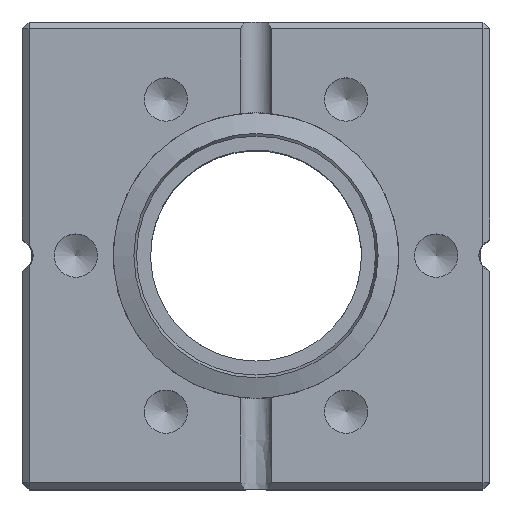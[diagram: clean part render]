
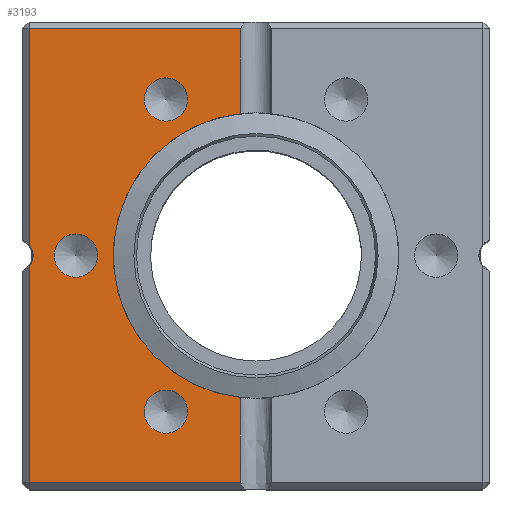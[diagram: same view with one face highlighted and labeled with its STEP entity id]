
A CAD part, top view. The second image highlights one B-rep face of the part: STEP entity #3193.
In plain terms, the highlighted planar face has unit normal (0, 0, 1).
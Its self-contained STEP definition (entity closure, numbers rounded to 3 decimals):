
#1050=CARTESIAN_POINT('',(-5.939,10.288,17.5));
#1051=VERTEX_POINT('',#1050);
#1052=CARTESIAN_POINT('',(-6.75,11.691,17.5));
#1053=DIRECTION('',(0.0,0.0,-1.));
#1054=DIRECTION('',(0.5,-0.866,0.0));
#1055=AXIS2_PLACEMENT_3D('',#1052,#1053,#1054);
#1056=CIRCLE('',#1055,1.621);
#1057=EDGE_CURVE('',#1051,#1051,#1056,.T.);
#1366=CARTESIAN_POINT('',(-5.94,-10.288,17.5));
#1367=VERTEX_POINT('',#1366);
#1368=CARTESIAN_POINT('',(-6.75,-11.691,17.5));
#1369=DIRECTION('',(0.0,0.0,-1.));
#1370=DIRECTION('',(0.5,0.866,0.0));
#1371=AXIS2_PLACEMENT_3D('',#1368,#1369,#1370);
#1372=CIRCLE('',#1371,1.621);
#1373=EDGE_CURVE('',#1367,#1367,#1372,.T.);
#1445=CARTESIAN_POINT('',(-11.879,0.0,17.5));
#1446=VERTEX_POINT('',#1445);
#1447=CARTESIAN_POINT('',(-13.5,0.0,17.5));
#1448=DIRECTION('',(0.0,0.0,-1.0));
#1449=DIRECTION('',(1.0,0.0,0.0));
#1450=AXIS2_PLACEMENT_3D('',#1447,#1448,#1449);
#1451=CIRCLE('',#1450,1.621);
#1452=EDGE_CURVE('',#1446,#1446,#1451,.T.);
#2936=CARTESIAN_POINT('',(-17.,0.812,17.5));
#2937=VERTEX_POINT('',#2936);
#3003=CARTESIAN_POINT('',(-17.,-0.812,17.5));
#3004=VERTEX_POINT('',#3003);
#3012=CARTESIAN_POINT('',(-17.95,0.0,17.5));
#3013=DIRECTION('',(0.0,0.0,-1.0));
#3014=DIRECTION('',(-0.36,-0.933,0.0));
#3015=AXIS2_PLACEMENT_3D('',#3012,#3013,#3014);
#3016=CIRCLE('',#3015,1.25);
#3017=EDGE_CURVE('',#2937,#3004,#3016,.T.);
#3121=CARTESIAN_POINT('',(0.,0.,17.5));
#3122=DIRECTION('',(0.0,0.0,1.0));
#3123=DIRECTION('',(1.0,0.0,0.0));
#3124=AXIS2_PLACEMENT_3D('',#3121,#3122,#3123);
#3125=PLANE('',#3124);
#3126=ORIENTED_EDGE('',*,*,#3017,.T.);
#3127=CARTESIAN_POINT('',(-17.,-17.0,17.5));
#3128=VERTEX_POINT('',#3127);
#3129=CARTESIAN_POINT('',(-17.,-17.0,17.5));
#3130=DIRECTION('',(0.0,1.0,0.0));
#3131=VECTOR('',#3130,16.188);
#3132=LINE('',#3129,#3131);
#3133=EDGE_CURVE('',#3128,#3004,#3132,.T.);
#3134=ORIENTED_EDGE('',*,*,#3133,.F.);
#3135=CARTESIAN_POINT('',(-1.166,-17.0,17.5));
#3136=VERTEX_POINT('',#3135);
#3137=CARTESIAN_POINT('',(-1.166,-17.0,17.5));
#3138=DIRECTION('',(-1.0,0.0,0.0));
#3139=VECTOR('',#3138,15.834);
#3140=LINE('',#3137,#3139);
#3141=EDGE_CURVE('',#3136,#3128,#3140,.T.);
#3142=ORIENTED_EDGE('',*,*,#3141,.F.);
#3143=CARTESIAN_POINT('',(-1.166,-10.636,17.5));
#3144=VERTEX_POINT('',#3143);
#3145=CARTESIAN_POINT('',(-1.166,-17.0,17.5));
#3146=DIRECTION('',(0.0,1.0,0.0));
#3147=VECTOR('',#3146,6.364);
#3148=LINE('',#3145,#3147);
#3149=EDGE_CURVE('',#3136,#3144,#3148,.T.);
#3150=ORIENTED_EDGE('',*,*,#3149,.T.);
#3151=CARTESIAN_POINT('',(-1.166,10.636,17.5));
#3152=VERTEX_POINT('',#3151);
#3153=CARTESIAN_POINT('',(0.0,0.0,17.5));
#3154=DIRECTION('',(0.0,0.0,-1.0));
#3155=DIRECTION('',(0.0,-1.0,0.0));
#3156=AXIS2_PLACEMENT_3D('',#3153,#3154,#3155);
#3157=CIRCLE('',#3156,10.7);
#3158=EDGE_CURVE('',#3144,#3152,#3157,.T.);
#3159=ORIENTED_EDGE('',*,*,#3158,.T.);
#3160=CARTESIAN_POINT('',(-1.166,17.0,17.5));
#3161=VERTEX_POINT('',#3160);
#3162=CARTESIAN_POINT('',(-1.166,10.636,17.5));
#3163=DIRECTION('',(0.0,1.0,0.0));
#3164=VECTOR('',#3163,6.364);
#3165=LINE('',#3162,#3164);
#3166=EDGE_CURVE('',#3152,#3161,#3165,.T.);
#3167=ORIENTED_EDGE('',*,*,#3166,.T.);
#3168=CARTESIAN_POINT('',(-17.0,17.0,17.5));
#3169=VERTEX_POINT('',#3168);
#3170=CARTESIAN_POINT('',(-17.0,17.0,17.5));
#3171=DIRECTION('',(1.0,0.0,0.0));
#3172=VECTOR('',#3171,15.834);
#3173=LINE('',#3170,#3172);
#3174=EDGE_CURVE('',#3169,#3161,#3173,.T.);
#3175=ORIENTED_EDGE('',*,*,#3174,.F.);
#3176=CARTESIAN_POINT('',(-17.,0.812,17.5));
#3177=DIRECTION('',(0.0,1.0,0.0));
#3178=VECTOR('',#3177,16.188);
#3179=LINE('',#3176,#3178);
#3180=EDGE_CURVE('',#2937,#3169,#3179,.T.);
#3181=ORIENTED_EDGE('',*,*,#3180,.F.);
#3182=EDGE_LOOP('',(#3126,#3134,#3142,#3150,#3159,#3167,#3175,#3181));
#3183=FACE_OUTER_BOUND('',#3182,.T.);
#3184=ORIENTED_EDGE('',*,*,#1057,.T.);
#3185=EDGE_LOOP('',(#3184));
#3186=FACE_BOUND('',#3185,.T.);
#3187=ORIENTED_EDGE('',*,*,#1373,.T.);
#3188=EDGE_LOOP('',(#3187));
#3189=FACE_BOUND('',#3188,.T.);
#3190=ORIENTED_EDGE('',*,*,#1452,.T.);
#3191=EDGE_LOOP('',(#3190));
#3192=FACE_BOUND('',#3191,.T.);
#3193=ADVANCED_FACE('',(#3183,#3186,#3189,#3192),#3125,.T.);
